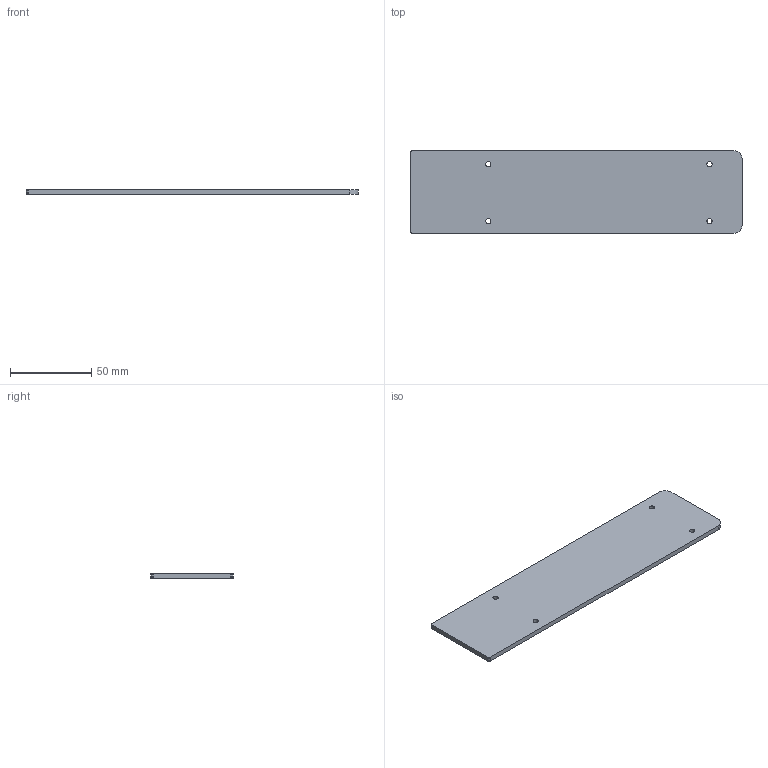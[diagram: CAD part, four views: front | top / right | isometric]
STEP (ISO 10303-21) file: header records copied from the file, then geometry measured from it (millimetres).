
FILE_DESCRIPTION(/* description */ (''),/* implementation_level */ '2;1');
FILE_NAME(/* name */ 'X1A51B8_Mounting_Plate.step',/* time_stamp */ '2023-08-23T12:31:26+05:30',/* author */ (''),/* organization */ (''),/* preprocessor_version */ 'ST-DEVELOPER v20',/* originating_system */ 'Autodesk Translation Framework v12.9.0.99',/* authorisation */ '');
FILE_SCHEMA (('AUTOMOTIVE_DESIGN { 1 0 10303 214 3 1 1 }'));
Length unit declared in the file: millimetre
Products named in the file (1): X1A51B8_Mounting_Plate
Bounding box: 204.47 x 51.05 x 3 mm (x, y, z)
Volume: 28247.4 mm3; surface area: 22703.2 mm2
Topology: 1 solids, 1 shells, 37 faces, 102 edges, 68 vertices
Faces by surface type: plane 31, cylinder 6
Full cylindrical faces by diameter (mm): 3.2 x4
Entity records: 1217 total; most frequent: CARTESIAN_POINT 208, ORIENTED_EDGE 204, DIRECTION 190, EDGE_CURVE 102, LINE 90, VECTOR 90, VERTEX_POINT 68, AXIS2_PLACEMENT_3D 50
